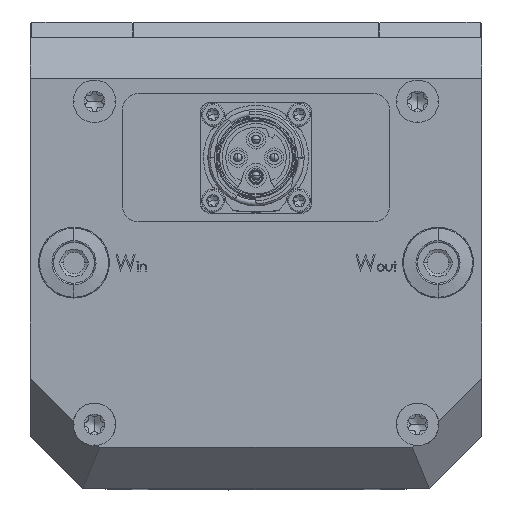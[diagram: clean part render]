
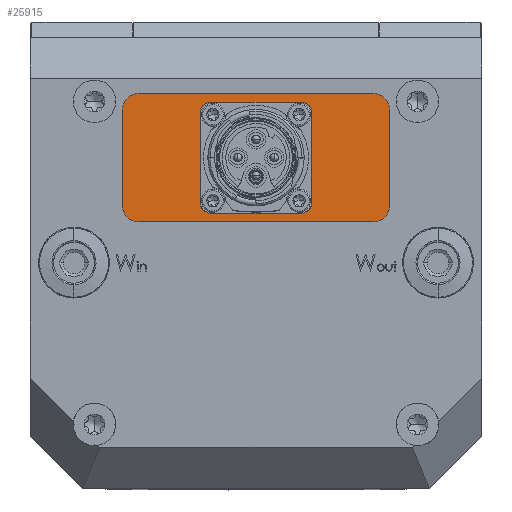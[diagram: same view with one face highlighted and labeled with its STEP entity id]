
A CAD part, top view. The second image highlights one B-rep face of the part: STEP entity #25915.
In plain terms, the highlighted planar face has unit normal (0, 0, 1).
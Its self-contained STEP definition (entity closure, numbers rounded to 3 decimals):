
#50 = DIRECTION ( 'NONE',  ( 0., 1., 0. ) ) ;
#3851 = LINE ( 'NONE', #53654, #39998 ) ;
#6589 = ORIENTED_EDGE ( 'NONE', *, *, #140715, .T. ) ;
#8828 = EDGE_CURVE ( 'NONE', #64182, #195304, #99326, .T. ) ;
#10556 = VERTEX_POINT ( 'NONE', #189707 ) ;
#10913 = VECTOR ( 'NONE', #143077, 1000. ) ;
#11677 = EDGE_CURVE ( 'NONE', #209346, #228155, #74125, .T. ) ;
#11834 = FACE_BOUND ( 'NONE', #56001, .T. ) ;
#12202 = CARTESIAN_POINT ( 'NONE',  ( -23., -12.5, 3.5 ) ) ;
#12344 = DIRECTION ( 'NONE',  ( 0., 0., -1. ) ) ;
#12610 = CARTESIAN_POINT ( 'NONE',  ( 0., -10.85, 3.5 ) ) ;
#15022 = AXIS2_PLACEMENT_3D ( 'NONE', #18696, #114904, #228103 ) ;
#16820 = VERTEX_POINT ( 'NONE', #12202 ) ;
#18696 = CARTESIAN_POINT ( 'NONE',  ( 8.85, 8.85, 3.5 ) ) ;
#20492 = ORIENTED_EDGE ( 'NONE', *, *, #50332, .T. ) ;
#22194 = AXIS2_PLACEMENT_3D ( 'NONE', #33208, #51750, #236535 ) ;
#22671 = VECTOR ( 'NONE', #117214, 1000. ) ;
#23074 = AXIS2_PLACEMENT_3D ( 'NONE', #160143, #66428, #120606 ) ;
#23686 = EDGE_CURVE ( 'NONE', #235478, #162695, #3851, .T. ) ;
#25429 = DIRECTION ( 'NONE',  ( 0., 0., -1. ) ) ;
#25915 = ADVANCED_FACE ( 'NONE', ( #237307, #11834 ), #236096, .F. ) ;
#26578 = DIRECTION ( 'NONE',  ( 0., 0., 1. ) ) ;
#27731 = LINE ( 'NONE', #99357, #226782 ) ;
#29602 = LINE ( 'NONE', #82710, #10913 ) ;
#31035 = CIRCLE ( 'NONE', #23074, 3. ) ;
#33208 = CARTESIAN_POINT ( 'NONE',  ( -23., 9.5, 3.5 ) ) ;
#33481 = CARTESIAN_POINT ( 'NONE',  ( -23., 12.5, 3.5 ) ) ;
#36844 = ORIENTED_EDGE ( 'NONE', *, *, #62930, .T. ) ;
#37724 = VERTEX_POINT ( 'NONE', #120328 ) ;
#38606 = CIRCLE ( 'NONE', #15022, 2. ) ;
#39998 = VECTOR ( 'NONE', #128810, 1000. ) ;
#41284 = CARTESIAN_POINT ( 'NONE',  ( 23., 12.5, 3.5 ) ) ;
#41975 = LINE ( 'NONE', #56867, #22671 ) ;
#42199 = ORIENTED_EDGE ( 'NONE', *, *, #11677, .T. ) ;
#45827 = CIRCLE ( 'NONE', #22194, 3. ) ;
#48909 = DIRECTION ( 'NONE',  ( 0., 0., -1. ) ) ;
#50026 = AXIS2_PLACEMENT_3D ( 'NONE', #119101, #26578, #126108 ) ;
#50332 = EDGE_CURVE ( 'NONE', #37724, #10556, #29602, .T. ) ;
#51750 = DIRECTION ( 'NONE',  ( 0., 0., 1. ) ) ;
#53604 = ORIENTED_EDGE ( 'NONE', *, *, #100264, .T. ) ;
#53654 = CARTESIAN_POINT ( 'NONE',  ( 10.85, 0., 3.5 ) ) ;
#55690 = ORIENTED_EDGE ( 'NONE', *, *, #177481, .F. ) ;
#56001 = EDGE_LOOP ( 'NONE', ( #215960, #236768, #227532, #36844, #167107, #242868, #55690, #6589 ) ) ;
#56867 = CARTESIAN_POINT ( 'NONE',  ( -26., -12.5, 3.5 ) ) ;
#62930 = EDGE_CURVE ( 'NONE', #162695, #121450, #179338, .T. ) ;
#64182 = VERTEX_POINT ( 'NONE', #90716 ) ;
#66091 = VERTEX_POINT ( 'NONE', #141706 ) ;
#66428 = DIRECTION ( 'NONE',  ( 0., 0., 1. ) ) ;
#70294 = CARTESIAN_POINT ( 'NONE',  ( 8.85, 10.85, 3.5 ) ) ;
#71109 = AXIS2_PLACEMENT_3D ( 'NONE', #145031, #48909, #240879 ) ;
#71351 = CARTESIAN_POINT ( 'NONE',  ( 23., 9.5, 3.5 ) ) ;
#74125 = LINE ( 'NONE', #108700, #218339 ) ;
#78885 = DIRECTION ( 'NONE',  ( 0., -1., 0. ) ) ;
#82710 = CARTESIAN_POINT ( 'NONE',  ( -26., 12.5, 3.5 ) ) ;
#82862 = VECTOR ( 'NONE', #212594, 1000. ) ;
#84484 = DIRECTION ( 'NONE',  ( -1., 0., 0. ) ) ;
#85696 = VECTOR ( 'NONE', #78885, 1000. ) ;
#89457 = EDGE_CURVE ( 'NONE', #10556, #16820, #215178, .T. ) ;
#90716 = CARTESIAN_POINT ( 'NONE',  ( -8.85, 10.85, 3.5 ) ) ;
#97215 = AXIS2_PLACEMENT_3D ( 'NONE', #174665, #25429, #157436 ) ;
#99326 = LINE ( 'NONE', #137462, #82862 ) ;
#99357 = CARTESIAN_POINT ( 'NONE',  ( -26., 12.5, 3.5 ) ) ;
#100264 = EDGE_CURVE ( 'NONE', #235756, #164196, #27731, .T. ) ;
#100484 = AXIS2_PLACEMENT_3D ( 'NONE', #124291, #145247, #199422 ) ;
#102012 = EDGE_CURVE ( 'NONE', #166761, #209346, #31035, .T. ) ;
#108700 = CARTESIAN_POINT ( 'NONE',  ( 26., 12.5, 3.5 ) ) ;
#114665 = LINE ( 'NONE', #168957, #85696 ) ;
#114904 = DIRECTION ( 'NONE',  ( 0., 0., -1. ) ) ;
#117214 = DIRECTION ( 'NONE',  ( 1., 0., 0. ) ) ;
#119101 = CARTESIAN_POINT ( 'NONE',  ( -23., -9.5, 3.5 ) ) ;
#120328 = CARTESIAN_POINT ( 'NONE',  ( -26., 9.5, 3.5 ) ) ;
#120606 = DIRECTION ( 'NONE',  ( -1., 0., 0. ) ) ;
#121450 = VERTEX_POINT ( 'NONE', #221906 ) ;
#124291 = CARTESIAN_POINT ( 'NONE',  ( 8.85, -8.85, 3.5 ) ) ;
#125413 = EDGE_CURVE ( 'NONE', #16820, #166761, #41975, .T. ) ;
#125811 = CARTESIAN_POINT ( 'NONE',  ( -8.85, 8.85, 3.5 ) ) ;
#126108 = DIRECTION ( 'NONE',  ( -1., 0., 0. ) ) ;
#128810 = DIRECTION ( 'NONE',  ( 0., -1., 0. ) ) ;
#131031 = VERTEX_POINT ( 'NONE', #144386 ) ;
#131755 = CIRCLE ( 'NONE', #131917, 3. ) ;
#131917 = AXIS2_PLACEMENT_3D ( 'NONE', #71351, #145304, #220374 ) ;
#137462 = CARTESIAN_POINT ( 'NONE',  ( 0., 10.85, 3.5 ) ) ;
#140526 = EDGE_CURVE ( 'NONE', #195304, #235478, #38606, .T. ) ;
#140715 = EDGE_CURVE ( 'NONE', #199969, #64182, #219832, .T. ) ;
#141706 = CARTESIAN_POINT ( 'NONE',  ( -8.85, -10.85, 3.5 ) ) ;
#142422 = CARTESIAN_POINT ( 'NONE',  ( -10.85, 8.85, 3.5 ) ) ;
#143077 = DIRECTION ( 'NONE',  ( 0., -1., 0. ) ) ;
#144346 = DIRECTION ( 'NONE',  ( -1., 0., 0. ) ) ;
#144386 = CARTESIAN_POINT ( 'NONE',  ( -10.85, -8.85, 3.5 ) ) ;
#145031 = CARTESIAN_POINT ( 'NONE',  ( 0., 0., 3.5 ) ) ;
#145247 = DIRECTION ( 'NONE',  ( 0., 0., -1. ) ) ;
#145304 = DIRECTION ( 'NONE',  ( 0., 0., 1. ) ) ;
#153624 = ORIENTED_EDGE ( 'NONE', *, *, #125413, .T. ) ;
#157436 = DIRECTION ( 'NONE',  ( -1., 0., 0. ) ) ;
#158998 = EDGE_CURVE ( 'NONE', #66091, #121450, #181606, .T. ) ;
#160143 = CARTESIAN_POINT ( 'NONE',  ( 23., -9.5, 3.5 ) ) ;
#162089 = VECTOR ( 'NONE', #182819, 1000. ) ;
#162695 = VERTEX_POINT ( 'NONE', #201482 ) ;
#164196 = VERTEX_POINT ( 'NONE', #33481 ) ;
#164965 = ORIENTED_EDGE ( 'NONE', *, *, #174877, .T. ) ;
#166761 = VERTEX_POINT ( 'NONE', #184463 ) ;
#167107 = ORIENTED_EDGE ( 'NONE', *, *, #158998, .F. ) ;
#168957 = CARTESIAN_POINT ( 'NONE',  ( -10.85, 0., 3.5 ) ) ;
#173575 = ORIENTED_EDGE ( 'NONE', *, *, #102012, .T. ) ;
#174665 = CARTESIAN_POINT ( 'NONE',  ( -8.85, -8.85, 3.5 ) ) ;
#174877 = EDGE_CURVE ( 'NONE', #228155, #235756, #131755, .T. ) ;
#177481 = EDGE_CURVE ( 'NONE', #199969, #131031, #114665, .T. ) ;
#179338 = CIRCLE ( 'NONE', #100484, 2. ) ;
#181606 = LINE ( 'NONE', #12610, #162089 ) ;
#182819 = DIRECTION ( 'NONE',  ( 1., 0., 0. ) ) ;
#184463 = CARTESIAN_POINT ( 'NONE',  ( 23., -12.5, 3.5 ) ) ;
#189707 = CARTESIAN_POINT ( 'NONE',  ( -26., -9.5, 3.5 ) ) ;
#190599 = CARTESIAN_POINT ( 'NONE',  ( 26., -9.5, 3.5 ) ) ;
#195304 = VERTEX_POINT ( 'NONE', #70294 ) ;
#195331 = EDGE_CURVE ( 'NONE', #164196, #37724, #45827, .T. ) ;
#199422 = DIRECTION ( 'NONE',  ( -1., 0., 0. ) ) ;
#199969 = VERTEX_POINT ( 'NONE', #142422 ) ;
#201482 = CARTESIAN_POINT ( 'NONE',  ( 10.85, -8.85, 3.5 ) ) ;
#201564 = ORIENTED_EDGE ( 'NONE', *, *, #89457, .T. ) ;
#201914 = CARTESIAN_POINT ( 'NONE',  ( 10.85, 8.85, 3.5 ) ) ;
#203394 = CIRCLE ( 'NONE', #97215, 2. ) ;
#209346 = VERTEX_POINT ( 'NONE', #190599 ) ;
#212443 = CARTESIAN_POINT ( 'NONE',  ( 26., 9.5, 3.5 ) ) ;
#212594 = DIRECTION ( 'NONE',  ( 1., 0., 0. ) ) ;
#215178 = CIRCLE ( 'NONE', #50026, 3. ) ;
#215960 = ORIENTED_EDGE ( 'NONE', *, *, #8828, .T. ) ;
#218339 = VECTOR ( 'NONE', #50, 1000. ) ;
#219832 = CIRCLE ( 'NONE', #231704, 2. ) ;
#220374 = DIRECTION ( 'NONE',  ( -1., 0., 0. ) ) ;
#221906 = CARTESIAN_POINT ( 'NONE',  ( 8.85, -10.85, 3.5 ) ) ;
#226782 = VECTOR ( 'NONE', #84484, 1000. ) ;
#227532 = ORIENTED_EDGE ( 'NONE', *, *, #23686, .T. ) ;
#228103 = DIRECTION ( 'NONE',  ( -1., 0., 0. ) ) ;
#228155 = VERTEX_POINT ( 'NONE', #212443 ) ;
#231704 = AXIS2_PLACEMENT_3D ( 'NONE', #125811, #12344, #144346 ) ;
#235478 = VERTEX_POINT ( 'NONE', #201914 ) ;
#235592 = ORIENTED_EDGE ( 'NONE', *, *, #195331, .T. ) ;
#235756 = VERTEX_POINT ( 'NONE', #41284 ) ;
#236096 = PLANE ( 'NONE',  #71109 ) ;
#236535 = DIRECTION ( 'NONE',  ( -1., 0., 0. ) ) ;
#236768 = ORIENTED_EDGE ( 'NONE', *, *, #140526, .T. ) ;
#237220 = EDGE_LOOP ( 'NONE', ( #20492, #201564, #153624, #173575, #42199, #164965, #53604, #235592 ) ) ;
#237307 = FACE_OUTER_BOUND ( 'NONE', #237220, .T. ) ;
#240879 = DIRECTION ( 'NONE',  ( -1., 0., 0. ) ) ;
#242868 = ORIENTED_EDGE ( 'NONE', *, *, #243630, .T. ) ;
#243630 = EDGE_CURVE ( 'NONE', #66091, #131031, #203394, .T. ) ;
